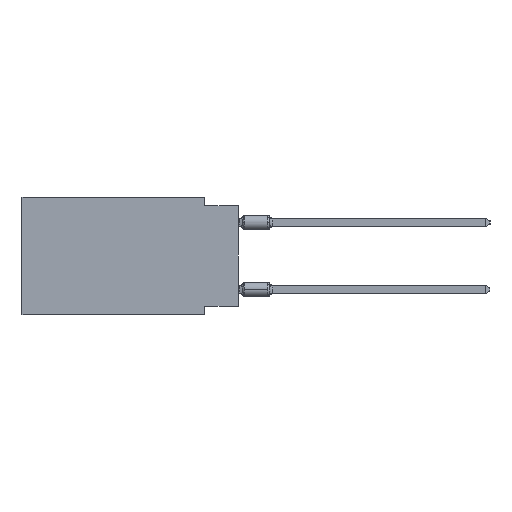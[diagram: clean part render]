
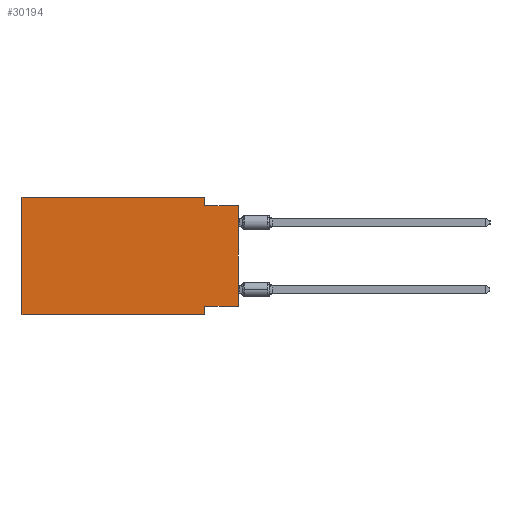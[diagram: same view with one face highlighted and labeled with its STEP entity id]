
A CAD part, left-side view. The second image highlights one B-rep face of the part: STEP entity #30194.
In plain terms, the highlighted planar face has unit normal (-1, 0, 0).
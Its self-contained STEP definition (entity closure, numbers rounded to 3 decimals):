
#1379 = VERTEX_POINT ( 'NONE', #22863 ) ;
#3074 = VERTEX_POINT ( 'NONE', #6156 ) ;
#3209 = CARTESIAN_POINT ( 'NONE',  ( 0., 2.54, 0. ) ) ;
#3698 = LINE ( 'NONE', #48023, #44895 ) ;
#6156 = CARTESIAN_POINT ( 'NONE',  ( 0., 2.54, -8.89 ) ) ;
#6669 = LINE ( 'NONE', #26993, #23984 ) ;
#6789 = VERTEX_POINT ( 'NONE', #9062 ) ;
#7358 = CARTESIAN_POINT ( 'NONE',  ( 0., 16.383, -8.89 ) ) ;
#8773 = VERTEX_POINT ( 'NONE', #32439 ) ;
#9062 = CARTESIAN_POINT ( 'NONE',  ( 0., 2.54, -0.635 ) ) ;
#9835 = VECTOR ( 'NONE', #11051, 1000. ) ;
#10594 = ORIENTED_EDGE ( 'NONE', *, *, #33471, .F. ) ;
#10848 = LINE ( 'NONE', #3209, #26211 ) ;
#11051 = DIRECTION ( 'NONE',  ( 0., -1., 0. ) ) ;
#11088 = EDGE_CURVE ( 'NONE', #35252, #3074, #49843, .T. ) ;
#11868 = DIRECTION ( 'NONE',  ( 0., 1., 0. ) ) ;
#11967 = ORIENTED_EDGE ( 'NONE', *, *, #27801, .T. ) ;
#13162 = DIRECTION ( 'NONE',  ( 0., 0., -1. ) ) ;
#13257 = CARTESIAN_POINT ( 'NONE',  ( 0., 16.383, 0. ) ) ;
#13810 = EDGE_CURVE ( 'NONE', #46047, #35252, #3698, .T. ) ;
#13945 = CARTESIAN_POINT ( 'NONE',  ( 0., 2.54, -8.89 ) ) ;
#14137 = VECTOR ( 'NONE', #26781, 1000. ) ;
#15030 = CARTESIAN_POINT ( 'NONE',  ( 0., 0., -0.635 ) ) ;
#15080 = DIRECTION ( 'NONE',  ( 0., 0., -1. ) ) ;
#16117 = ORIENTED_EDGE ( 'NONE', *, *, #31541, .F. ) ;
#18349 = VERTEX_POINT ( 'NONE', #35192 ) ;
#19050 = ORIENTED_EDGE ( 'NONE', *, *, #11088, .F. ) ;
#19772 = LINE ( 'NONE', #15030, #27082 ) ;
#21110 = EDGE_LOOP ( 'NONE', ( #35865, #10594, #31452, #50760, #16117, #11967, #19050, #43117 ) ) ;
#22863 = CARTESIAN_POINT ( 'NONE',  ( 0., 2.54, 0. ) ) ;
#23066 = CARTESIAN_POINT ( 'NONE',  ( 0., 16.383, 0. ) ) ;
#23725 = LINE ( 'NONE', #7358, #9835 ) ;
#23984 = VECTOR ( 'NONE', #51518, 1000. ) ;
#24212 = CARTESIAN_POINT ( 'NONE',  ( 0., 0., -8.255 ) ) ;
#25129 = FACE_OUTER_BOUND ( 'NONE', #21110, .T. ) ;
#26211 = VECTOR ( 'NONE', #15080, 1000. ) ;
#26649 = VECTOR ( 'NONE', #13162, 1000. ) ;
#26781 = DIRECTION ( 'NONE',  ( 0., -1., 0. ) ) ;
#26993 = CARTESIAN_POINT ( 'NONE',  ( 0., 0., 0. ) ) ;
#27082 = VECTOR ( 'NONE', #35882, 1000. ) ;
#27801 = EDGE_CURVE ( 'NONE', #36105, #3074, #23725, .T. ) ;
#28545 = EDGE_CURVE ( 'NONE', #8773, #1379, #43378, .T. ) ;
#30194 = ADVANCED_FACE ( 'NONE', ( #25129 ), #44153, .F. ) ;
#31452 = ORIENTED_EDGE ( 'NONE', *, *, #48389, .F. ) ;
#31541 = EDGE_CURVE ( 'NONE', #36105, #8773, #48643, .T. ) ;
#32439 = CARTESIAN_POINT ( 'NONE',  ( 0., 16.383, 0. ) ) ;
#32532 = CARTESIAN_POINT ( 'NONE',  ( 0., 16.383, 0. ) ) ;
#33471 = EDGE_CURVE ( 'NONE', #6789, #18349, #19772, .T. ) ;
#35192 = CARTESIAN_POINT ( 'NONE',  ( 0., 0., -0.635 ) ) ;
#35252 = VERTEX_POINT ( 'NONE', #49355 ) ;
#35865 = ORIENTED_EDGE ( 'NONE', *, *, #36682, .T. ) ;
#35882 = DIRECTION ( 'NONE',  ( 0., -1., 0. ) ) ;
#36105 = VERTEX_POINT ( 'NONE', #36842 ) ;
#36237 = DIRECTION ( 'NONE',  ( 0., 0., -1. ) ) ;
#36682 = EDGE_CURVE ( 'NONE', #46047, #18349, #6669, .T. ) ;
#36752 = DIRECTION ( 'NONE',  ( 1., 0., 0. ) ) ;
#36842 = CARTESIAN_POINT ( 'NONE',  ( 0., 16.383, -8.89 ) ) ;
#40720 = DIRECTION ( 'NONE',  ( 0., 0., 1. ) ) ;
#43117 = ORIENTED_EDGE ( 'NONE', *, *, #13810, .F. ) ;
#43378 = LINE ( 'NONE', #23066, #14137 ) ;
#43804 = VECTOR ( 'NONE', #40720, 1000. ) ;
#44153 = PLANE ( 'NONE',  #52086 ) ;
#44895 = VECTOR ( 'NONE', #11868, 1000. ) ;
#46047 = VERTEX_POINT ( 'NONE', #24212 ) ;
#48023 = CARTESIAN_POINT ( 'NONE',  ( 0., 0., -8.255 ) ) ;
#48389 = EDGE_CURVE ( 'NONE', #1379, #6789, #10848, .T. ) ;
#48643 = LINE ( 'NONE', #13257, #43804 ) ;
#49355 = CARTESIAN_POINT ( 'NONE',  ( 0., 2.54, -8.255 ) ) ;
#49843 = LINE ( 'NONE', #13945, #26649 ) ;
#50760 = ORIENTED_EDGE ( 'NONE', *, *, #28545, .F. ) ;
#51518 = DIRECTION ( 'NONE',  ( 0., 0., 1. ) ) ;
#52086 = AXIS2_PLACEMENT_3D ( 'NONE', #32532, #36752, #36237 ) ;
